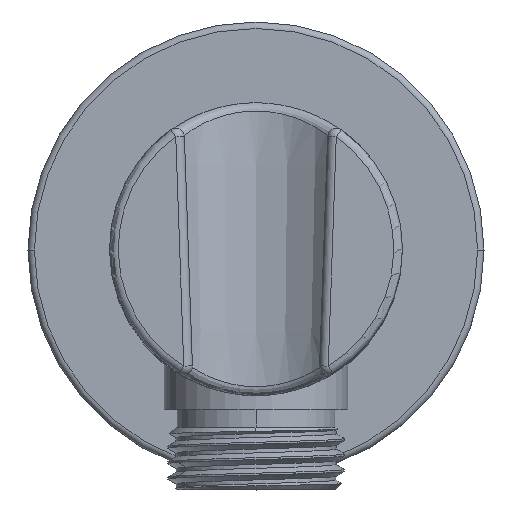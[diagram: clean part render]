
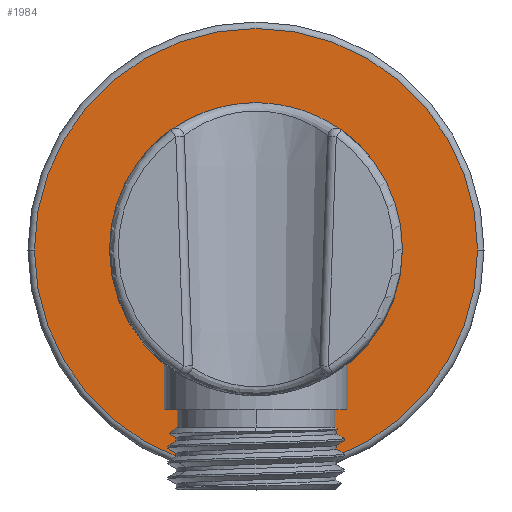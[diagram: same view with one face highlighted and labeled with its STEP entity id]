
A CAD part, top view. The second image highlights one B-rep face of the part: STEP entity #1984.
In plain terms, the highlighted planar face has unit normal (0, 0, 1).
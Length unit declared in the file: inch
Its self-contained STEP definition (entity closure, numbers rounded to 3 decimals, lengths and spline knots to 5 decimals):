
#68=CARTESIAN_POINT('',(0.,0.,0.305));
#69=DIRECTION('',(0.,0.,-1.));
#70=DIRECTION('',(1.,0.,0.));
#71=AXIS2_PLACEMENT_3D('',#68,#69,#70);
#137=CARTESIAN_POINT('',(0.,0.,0.305));
#138=DIRECTION('',(0.,0.,-1.));
#139=DIRECTION('',(-1.,0.,0.));
#140=AXIS2_PLACEMENT_3D('',#137,#138,#139);
#216=CARTESIAN_POINT('',(0.,0.,0.305));
#217=DIRECTION('',(0.,0.,1.));
#218=DIRECTION('',(1.,0.,0.));
#219=AXIS2_PLACEMENT_3D('',#216,#217,#218);
#221=CARTESIAN_POINT('',(0.,0.,0.305));
#222=DIRECTION('',(0.,0.,1.));
#223=DIRECTION('',(-1.,0.,0.));
#224=AXIS2_PLACEMENT_3D('',#221,#222,#223);
#1905=CARTESIAN_POINT('',(1.025,0.,0.305));
#1906=CARTESIAN_POINT('',(-1.025,0.,0.305));
#1907=VERTEX_POINT('',#1905);
#1908=VERTEX_POINT('',#1906);
#1913=CARTESIAN_POINT('',(0.6775,0.,0.305));
#1914=CARTESIAN_POINT('',(-0.6775,0.,0.305));
#1915=VERTEX_POINT('',#1913);
#1916=VERTEX_POINT('',#1914);
#1969=CARTESIAN_POINT('',(0.,0.,0.305));
#1970=DIRECTION('',(0.,0.,-1.));
#1971=DIRECTION('',(-1.,0.,0.));
#1972=AXIS2_PLACEMENT_3D('',#1969,#1970,#1971);
#1973=PLANE('',#1972);
#1975=ORIENTED_EDGE('',*,*,#1974,.F.);
#1977=ORIENTED_EDGE('',*,*,#1976,.F.);
#1978=EDGE_LOOP('',(#1975,#1977));
#1979=FACE_OUTER_BOUND('',#1978,.F.);
#1980=ORIENTED_EDGE('',*,*,#1936,.F.);
#1981=ORIENTED_EDGE('',*,*,#1952,.F.);
#1982=EDGE_LOOP('',(#1980,#1981));
#1983=FACE_BOUND('',#1982,.F.);
#1984=ADVANCED_FACE('',(#1979,#1983),#1973,.F.);
#72=CIRCLE('',#71,0.6775);
#141=CIRCLE('',#140,0.6775);
#220=CIRCLE('',#219,1.025);
#225=CIRCLE('',#224,1.025);
#1936=EDGE_CURVE('',#1915,#1916,#72,.T.);
#1952=EDGE_CURVE('',#1916,#1915,#141,.T.);
#1974=EDGE_CURVE('',#1907,#1908,#220,.T.);
#1976=EDGE_CURVE('',#1908,#1907,#225,.T.);
